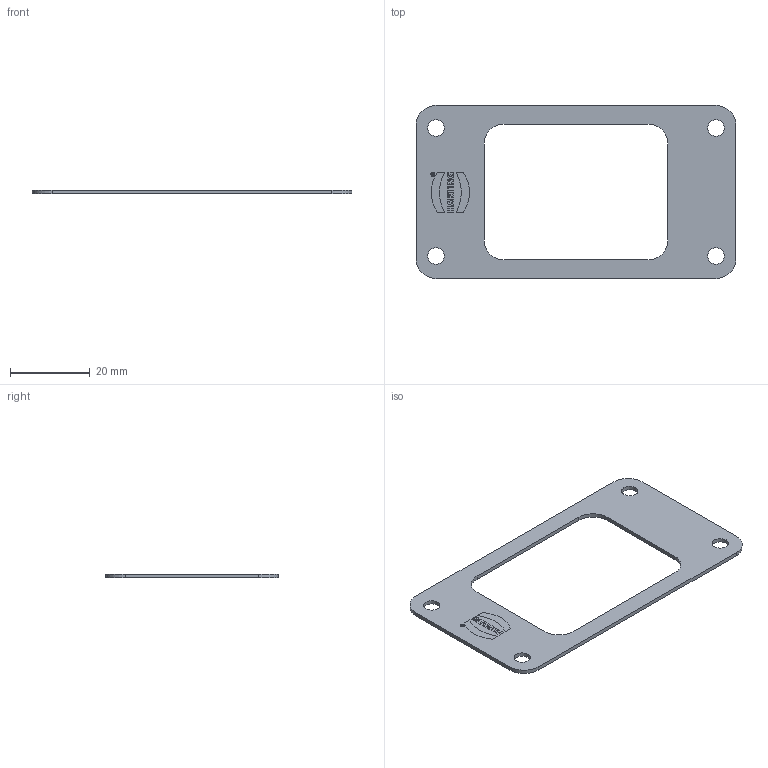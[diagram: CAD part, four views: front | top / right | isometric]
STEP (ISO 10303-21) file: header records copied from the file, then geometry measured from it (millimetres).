
FILE_DESCRIPTION(/* description */ (''),/* implementation_level */ '2;1');
FILE_NAME(/* name */ '100831081ugm000_a.stp',/* time_stamp */ '2019-04-17T07:55:39+02:00',/* author */ (''),/* organization */ (''),/* preprocessor_version */ 'ST-DEVELOPER v16.7',/* originating_system */ 'SIEMENS PLM Software NX 12.0',/* authorisation */ '');
FILE_SCHEMA (('AUTOMOTIVE_DESIGN { 1 0 10303 214 3 1 1 1 }'));
Length unit declared in the file: millimetre
Products named in the file (1): 100831081ugm000_a
Bounding box: 80 x 43.3 x 1 mm (x, y, z)
Volume: 1847.2 mm3; surface area: 4135.3 mm2
Topology: 1 solids, 1 shells, 37 faces, 232 edges, 297 vertices
Faces by surface type: plane 25, cylinder 12
Full cylindrical faces by diameter (mm): 4.1 x4
Entity records: 2803 total; most frequent: CARTESIAN_POINT 561, DIRECTION 340, ORIENTED_EDGE 284, LINE 180, VECTOR 180, EDGE_CURVE 142, VERTEX_POINT 126, PRESENTATION_STYLE_ASSIGNMENT 114
